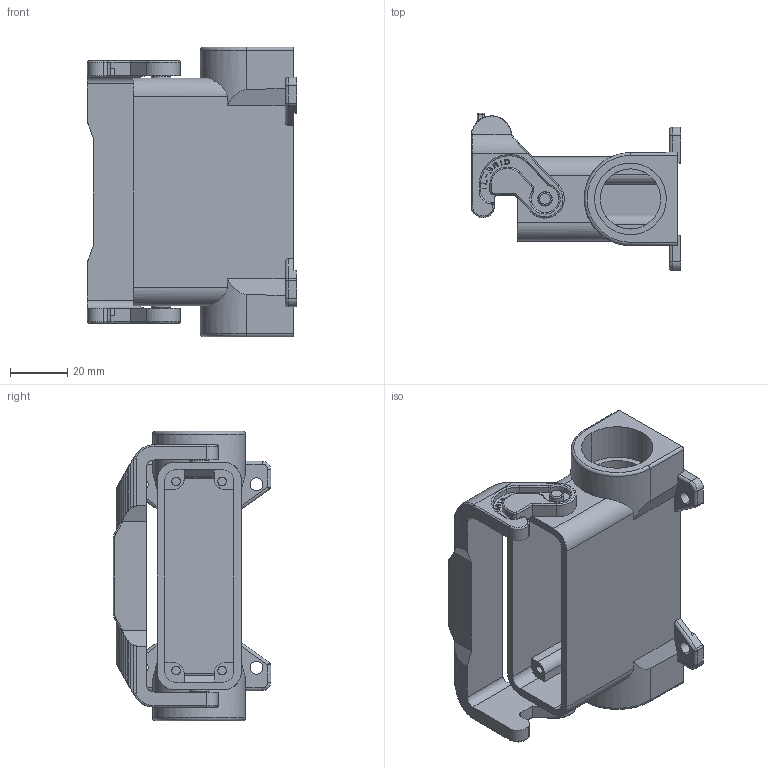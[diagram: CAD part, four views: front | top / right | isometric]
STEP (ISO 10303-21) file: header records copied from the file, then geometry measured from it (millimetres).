
FILE_DESCRIPTION(('Creo Elements/Direct Modeling STEP Export'),'2;1');
FILE_NAME('0ln7uvk45dnod561580','2016-10-27T15:33:41',(''),(''),'PTC Creo Elements/Direct Modeling STEP processor for AP214 (Solid Model)','PTC Creo Elements/Direct Modeling 19.0E 27-Jun-2016 (C) Parametric Technology GmbH','');
FILE_SCHEMA(('AUTOMOTIVE_DESIGN { 1 0 10303 214 1 1 1 1 }'));
Length unit declared in the file: millimetre
Products named in the file (2): MZAP_25_L25
Assembly tree (1 placements, depth 2):
  MZAP_25_L25
    MZAP_25_L25
Bounding box: 73 x 55 x 101 mm (x, y, z)
Volume: 69775 mm3; surface area: 40361.1 mm2
Topology: 1 solids, 5 shells, 777 faces, 2132 edges, 1403 vertices
Faces by surface type: plane 504, cylinder 215, torus 42, cone 8, sphere 6, bspline 2
Entity records: 36041 total; most frequent: CARTESIAN_POINT 10116, ORIENTED_EDGE 4252, DIRECTION 3890, EDGE_CURVE 2126, VECTOR 1538, LINE 1538, VERTEX_POINT 1403, AXIS2_PLACEMENT_3D 1176
